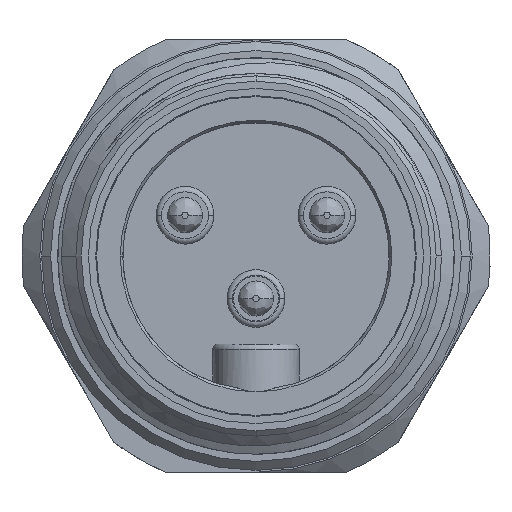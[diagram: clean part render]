
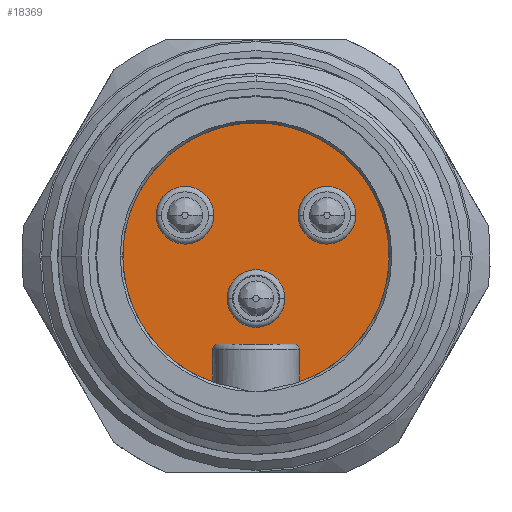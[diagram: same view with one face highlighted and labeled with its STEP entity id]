
A CAD part, front view. The second image highlights one B-rep face of the part: STEP entity #18369.
In plain terms, the highlighted planar face has unit normal (0, -1, 0).
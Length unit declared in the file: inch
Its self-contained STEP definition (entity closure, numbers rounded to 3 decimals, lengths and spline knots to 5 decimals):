
#5913=DIRECTION('',(1.,0.,0.));
#5914=VECTOR('',#5913,0.16535);
#5915=CARTESIAN_POINT('',(-0.08268,-0.11024,
-0.19252));
#5916=LINE('',#5915,#5914);
#5922=CARTESIAN_POINT('',(0.08268,-0.11024,
-0.20433));
#5923=DIRECTION('',(0.,1.,0.));
#5924=DIRECTION('',(0.,0.,1.));
#5925=AXIS2_PLACEMENT_3D('',#5922,#5923,#5924);
#5931=DIRECTION('',(0.,0.,-1.));
#5932=VECTOR('',#5931,0.07126);
#5933=CARTESIAN_POINT('',(0.09449,-0.11024,
-0.20433));
#5934=LINE('',#5933,#5932);
#5935=CARTESIAN_POINT('',(0.,-0.11024,0.));
#5936=DIRECTION('',(0.,1.,0.));
#5937=DIRECTION('',(-0.324,0.,-0.946));
#5938=AXIS2_PLACEMENT_3D('',#5935,#5936,#5937);
#5940=CARTESIAN_POINT('',(-0.15512,-0.11024,
0.08898));
#5941=DIRECTION('',(0.,-1.,0.));
#5942=DIRECTION('',(1.,0.,0.));
#5943=AXIS2_PLACEMENT_3D('',#5940,#5941,#5942);
#5945=CARTESIAN_POINT('',(-0.15512,-0.11024,
0.08898));
#5946=DIRECTION('',(0.,-1.,0.));
#5947=DIRECTION('',(-1.,0.,0.));
#5948=AXIS2_PLACEMENT_3D('',#5945,#5946,#5947);
#5950=CARTESIAN_POINT('',(0.15512,-0.11024,
0.08898));
#5951=DIRECTION('',(0.,-1.,0.));
#5952=DIRECTION('',(1.,0.,0.));
#5953=AXIS2_PLACEMENT_3D('',#5950,#5951,#5952);
#5955=CARTESIAN_POINT('',(0.15512,-0.11024,
0.08898));
#5956=DIRECTION('',(0.,-1.,0.));
#5957=DIRECTION('',(-1.,0.,0.));
#5958=AXIS2_PLACEMENT_3D('',#5955,#5956,#5957);
#5960=CARTESIAN_POINT('',(0.,-0.11024,-0.09291));
#5961=DIRECTION('',(0.,-1.,0.));
#5962=DIRECTION('',(1.,0.,0.));
#5963=AXIS2_PLACEMENT_3D('',#5960,#5961,#5962);
#5965=CARTESIAN_POINT('',(0.,-0.11024,-0.09291));
#5966=DIRECTION('',(0.,-1.,0.));
#5967=DIRECTION('',(-1.,0.,0.));
#5968=AXIS2_PLACEMENT_3D('',#5965,#5966,#5967);
#5970=CARTESIAN_POINT('',(-0.08268,-0.11024,
-0.20433));
#5971=DIRECTION('',(0.,1.,0.));
#5972=DIRECTION('',(-1.,0.,0.));
#5973=AXIS2_PLACEMENT_3D('',#5970,#5971,#5972);
#5979=DIRECTION('',(0.,0.,1.));
#5980=VECTOR('',#5979,0.07126);
#5981=CARTESIAN_POINT('',(-0.09449,-0.11024,
-0.27559));
#5982=LINE('',#5981,#5980);
#9287=CARTESIAN_POINT('',(-0.09449,-0.11024,
-0.27559));
#9288=VERTEX_POINT('',#9287);
#9289=CARTESIAN_POINT('',(0.09449,-0.11024,
-0.27559));
#9290=VERTEX_POINT('',#9289);
#9291=CARTESIAN_POINT('',(-0.09213,-0.11024,
0.08898));
#9292=CARTESIAN_POINT('',(-0.21811,-0.11024,
0.08898));
#9293=VERTEX_POINT('',#9291);
#9294=VERTEX_POINT('',#9292);
#9295=CARTESIAN_POINT('',(0.21811,-0.11024,
0.08898));
#9296=CARTESIAN_POINT('',(0.09213,-0.11024,
0.08898));
#9297=VERTEX_POINT('',#9295);
#9298=VERTEX_POINT('',#9296);
#9299=CARTESIAN_POINT('',(0.06299,-0.11024,
-0.09291));
#9300=CARTESIAN_POINT('',(-0.06299,-0.11024,
-0.09291));
#9301=VERTEX_POINT('',#9299);
#9302=VERTEX_POINT('',#9300);
#9328=CARTESIAN_POINT('',(0.09449,-0.11024,
-0.20433));
#9330=VERTEX_POINT('',#9328);
#9332=CARTESIAN_POINT('',(0.08268,-0.11024,
-0.19252));
#9334=VERTEX_POINT('',#9332);
#9339=CARTESIAN_POINT('',(-0.08268,-0.11024,
-0.19252));
#9340=VERTEX_POINT('',#9339);
#9341=CARTESIAN_POINT('',(-0.09449,-0.11024,
-0.20433));
#9342=VERTEX_POINT('',#9341);
#18336=CARTESIAN_POINT('',(-0.14567,-0.11024,0.));
#18337=DIRECTION('',(0.,-1.,0.));
#18338=DIRECTION('',(0.,0.,-1.));
#18339=AXIS2_PLACEMENT_3D('',#18336,#18337,#18338);
#18340=PLANE('',#18339);
#18341=ORIENTED_EDGE('',*,*,#18329,.F.);
#18342=ORIENTED_EDGE('',*,*,#18318,.F.);
#18343=ORIENTED_EDGE('',*,*,#18304,.F.);
#18345=ORIENTED_EDGE('',*,*,#18344,.F.);
#18347=ORIENTED_EDGE('',*,*,#18346,.F.);
#18348=ORIENTED_EDGE('',*,*,#18237,.T.);
#18349=EDGE_LOOP('',(#18341,#18342,#18343,#18345,#18347,#18348));
#18350=FACE_OUTER_BOUND('',#18349,.F.);
#18352=ORIENTED_EDGE('',*,*,#18351,.T.);
#18354=ORIENTED_EDGE('',*,*,#18353,.T.);
#18355=EDGE_LOOP('',(#18352,#18354));
#18356=FACE_BOUND('',#18355,.F.);
#18358=ORIENTED_EDGE('',*,*,#18357,.T.);
#18360=ORIENTED_EDGE('',*,*,#18359,.T.);
#18361=EDGE_LOOP('',(#18358,#18360));
#18362=FACE_BOUND('',#18361,.F.);
#18364=ORIENTED_EDGE('',*,*,#18363,.T.);
#18366=ORIENTED_EDGE('',*,*,#18365,.T.);
#18367=EDGE_LOOP('',(#18364,#18366));
#18368=FACE_BOUND('',#18367,.F.);
#18369=ADVANCED_FACE('',(#18350,#18356,#18362,#18368),#18340,.T.);
#5926=CIRCLE('',#5925,0.01181);
#5939=CIRCLE('',#5938,0.29134);
#5944=CIRCLE('',#5943,0.06299);
#5949=CIRCLE('',#5948,0.06299);
#5954=CIRCLE('',#5953,0.06299);
#5959=CIRCLE('',#5958,0.06299);
#5964=CIRCLE('',#5963,0.06299);
#5969=CIRCLE('',#5968,0.06299);
#5974=CIRCLE('',#5973,0.01181);
#18237=EDGE_CURVE('',#9288,#9290,#5939,.T.);
#18304=EDGE_CURVE('',#9340,#9334,#5916,.T.);
#18318=EDGE_CURVE('',#9334,#9330,#5926,.T.);
#18329=EDGE_CURVE('',#9330,#9290,#5934,.T.);
#18344=EDGE_CURVE('',#9342,#9340,#5974,.T.);
#18346=EDGE_CURVE('',#9288,#9342,#5982,.T.);
#18351=EDGE_CURVE('',#9293,#9294,#5944,.T.);
#18353=EDGE_CURVE('',#9294,#9293,#5949,.T.);
#18357=EDGE_CURVE('',#9297,#9298,#5954,.T.);
#18359=EDGE_CURVE('',#9298,#9297,#5959,.T.);
#18363=EDGE_CURVE('',#9301,#9302,#5964,.T.);
#18365=EDGE_CURVE('',#9302,#9301,#5969,.T.);
